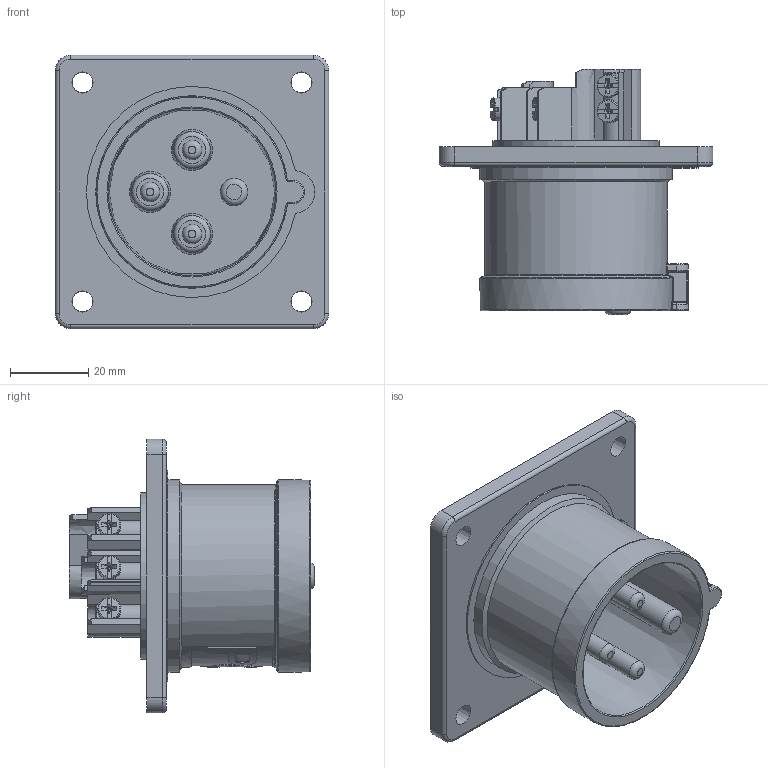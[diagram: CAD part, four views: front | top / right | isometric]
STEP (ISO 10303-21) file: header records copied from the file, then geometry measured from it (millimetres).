
FILE_DESCRIPTION (( 'STEP AP203' ), '1' );
FILE_NAME ('614-6.STEP', '2017-12-20T12:34:29', ( '' ), ( '' ), 'SwSTEP 2.0', 'SolidWorks 2016', '' );
FILE_SCHEMA (( 'CONFIG_CONTROL_DESIGN' ));
Length unit declared in the file: millimetre
Products named in the file (1): 614-6
Bounding box: 70 x 62.7 x 70 mm (x, y, z)
Volume: 46043.2 mm3; surface area: 33618 mm2
Topology: 1 solids, 1 shells, 617 faces, 1508 edges, 945 vertices
Faces by surface type: plane 299, cylinder 112, bspline 98, cone 60, torus 42, sphere 6
Full cylindrical faces by diameter (mm): 3.4 x7, 4 x3, 4.7 x1, 5 x3, 7 x4, 8.5 x1, 46.727 x1, 49.2 x1
Entity records: 23862 total; most frequent: CARTESIAN_POINT 10680, ORIENTED_EDGE 2810, DIRECTION 2400, EDGE_CURVE 1405, VERTEX_POINT 909, AXIS2_PLACEMENT_3D 907, EDGE_LOOP 744, FACE_OUTER_BOUND 646
